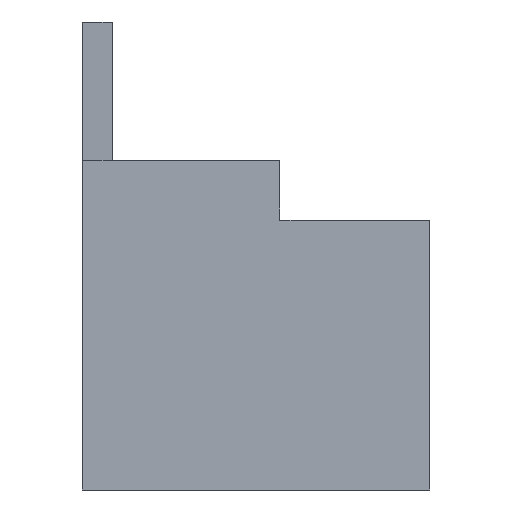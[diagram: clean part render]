
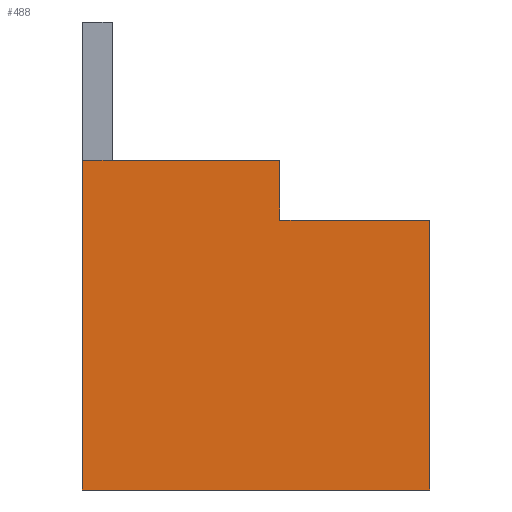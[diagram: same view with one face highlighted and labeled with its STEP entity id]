
A CAD part, left-side view. The second image highlights one B-rep face of the part: STEP entity #488.
In plain terms, the highlighted planar face has unit normal (-1, 0, 0).
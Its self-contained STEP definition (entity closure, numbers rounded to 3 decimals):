
#61=PLANE('',#554);
#96=FACE_OUTER_BOUND('',#125,.T.);
#125=EDGE_LOOP('',(#432,#433,#434,#435,#436,#437,#438));
#157=LINE('',#781,#201);
#160=LINE('',#787,#204);
#164=LINE('',#797,#208);
#167=LINE('',#803,#211);
#173=LINE('',#815,#217);
#174=LINE('',#817,#218);
#175=LINE('',#818,#219);
#201=VECTOR('',#649,10.);
#204=VECTOR('',#656,10.);
#208=VECTOR('',#666,10.);
#211=VECTOR('',#671,10.);
#217=VECTOR('',#681,10.);
#218=VECTOR('',#682,10.);
#219=VECTOR('',#683,10.);
#267=VERTEX_POINT('',#778);
#268=VERTEX_POINT('',#780);
#269=VERTEX_POINT('',#786);
#272=VERTEX_POINT('',#796);
#274=VERTEX_POINT('',#802);
#278=VERTEX_POINT('',#814);
#279=VERTEX_POINT('',#816);
#318=EDGE_CURVE('',#267,#268,#157,.T.);
#321=EDGE_CURVE('',#268,#269,#160,.T.);
#326=EDGE_CURVE('',#272,#269,#164,.T.);
#329=EDGE_CURVE('',#274,#272,#167,.T.);
#335=EDGE_CURVE('',#278,#267,#173,.T.);
#336=EDGE_CURVE('',#279,#278,#174,.T.);
#337=EDGE_CURVE('',#279,#274,#175,.T.);
#432=ORIENTED_EDGE('',*,*,#326,.T.);
#433=ORIENTED_EDGE('',*,*,#321,.F.);
#434=ORIENTED_EDGE('',*,*,#318,.F.);
#435=ORIENTED_EDGE('',*,*,#335,.F.);
#436=ORIENTED_EDGE('',*,*,#336,.F.);
#437=ORIENTED_EDGE('',*,*,#337,.T.);
#438=ORIENTED_EDGE('',*,*,#329,.T.);
#488=ADVANCED_FACE('',(#96),#61,.T.);
#554=AXIS2_PLACEMENT_3D('',#813,#679,#680);
#649=DIRECTION('',(0.,-1.,0.));
#656=DIRECTION('',(0.,-1.,0.));
#666=DIRECTION('',(0.,0.,1.));
#671=DIRECTION('',(0.,1.,0.));
#679=DIRECTION('center_axis',(-1.,0.,0.));
#680=DIRECTION('ref_axis',(0.,-1.,0.));
#681=DIRECTION('',(0.,0.,1.));
#682=DIRECTION('',(0.,1.,0.));
#683=DIRECTION('',(0.,0.,1.));
#778=CARTESIAN_POINT('',(-29.,29.,55.066));
#780=CARTESIAN_POINT('',(-29.,24.,55.066));
#781=CARTESIAN_POINT('',(-29.,-29.,55.066));
#786=CARTESIAN_POINT('',(-29.,-4.,55.066));
#787=CARTESIAN_POINT('',(-29.,-29.,55.066));
#796=CARTESIAN_POINT('',(-29.,-4.,45.066));
#797=CARTESIAN_POINT('',(-29.,-4.,27.533));
#802=CARTESIAN_POINT('',(-29.,-29.,45.066));
#803=CARTESIAN_POINT('',(-29.,6.25,45.066));
#813=CARTESIAN_POINT('Origin',(-29.,29.,0.));
#814=CARTESIAN_POINT('',(-29.,29.,0.));
#815=CARTESIAN_POINT('',(-29.,29.,0.));
#816=CARTESIAN_POINT('',(-29.,-29.,0.));
#817=CARTESIAN_POINT('',(-29.,-29.,0.));
#818=CARTESIAN_POINT('',(-29.,-29.,0.));
